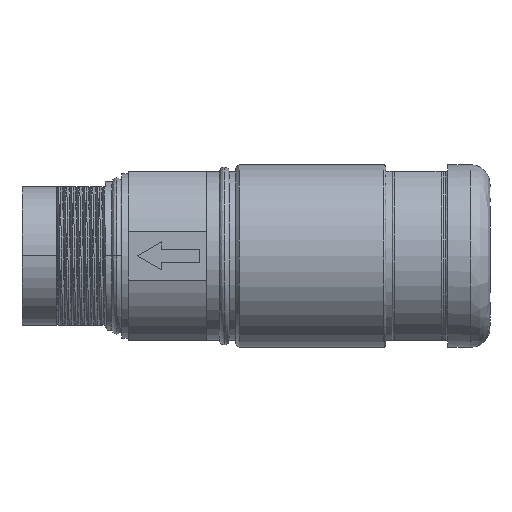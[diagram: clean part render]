
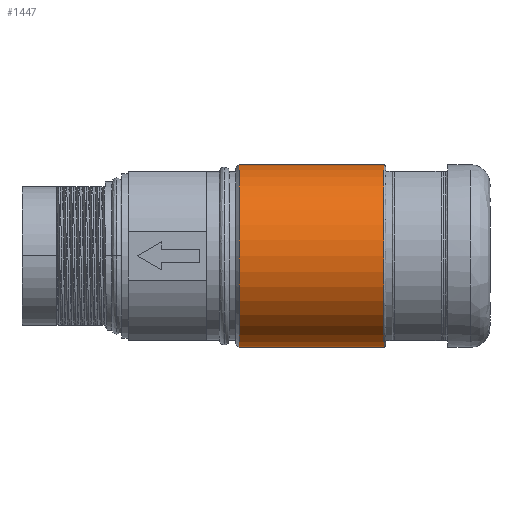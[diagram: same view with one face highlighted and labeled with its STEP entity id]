
A CAD part, top view. The second image highlights one B-rep face of the part: STEP entity #1447.
In plain terms, the highlighted cylindrical face has radius 14 mm (diameter 28 mm), a partial arc.
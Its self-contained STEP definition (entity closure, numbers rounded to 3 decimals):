
#399 = VERTEX_POINT ( 'NONE', #15890 ) ;
#501 = ORIENTED_EDGE ( 'NONE', *, *, #26247, .F. ) ;
#771 = CARTESIAN_POINT ( 'NONE',  ( 0.523, 2.012, 0. ) ) ;
#1447 = ADVANCED_FACE ( 'NONE', ( #10874 ), #11240, .T. ) ;
#2380 = AXIS2_PLACEMENT_3D ( 'NONE', #19354, #7023, #21314 ) ;
#2779 = DIRECTION ( 'NONE',  ( 0., 1., 0. ) ) ;
#4681 = ORIENTED_EDGE ( 'NONE', *, *, #26022, .T. ) ;
#5534 = DIRECTION ( 'NONE',  ( 1., 0., 0. ) ) ;
#5687 = CARTESIAN_POINT ( 'NONE',  ( 19.271, 2.012, 0. ) ) ;
#6018 = DIRECTION ( 'NONE',  ( 0., 1., 0. ) ) ;
#6932 = CARTESIAN_POINT ( 'NONE',  ( 19.271, -11.988, 0. ) ) ;
#7023 = DIRECTION ( 'NONE',  ( -1., 0., 0. ) ) ;
#10851 = CARTESIAN_POINT ( 'NONE',  ( 0.523, 16.012, 0. ) ) ;
#10874 = FACE_OUTER_BOUND ( 'NONE', #13231, .T. ) ;
#11116 = CARTESIAN_POINT ( 'NONE',  ( 19.271, 16.012, 0. ) ) ;
#11240 = CYLINDRICAL_SURFACE ( 'NONE', #21934, 14. ) ;
#11710 = VERTEX_POINT ( 'NONE', #23774 ) ;
#11736 = ORIENTED_EDGE ( 'NONE', *, *, #26093, .T. ) ;
#13231 = EDGE_LOOP ( 'NONE', ( #4681, #24129, #11736, #501 ) ) ;
#14717 = VERTEX_POINT ( 'NONE', #10851 ) ;
#15148 = DIRECTION ( 'NONE',  ( 1., 0., 0. ) ) ;
#15890 = CARTESIAN_POINT ( 'NONE',  ( 22.723, 16.012, 0. ) ) ;
#16881 = CARTESIAN_POINT ( 'NONE',  ( 22.723, -11.988, 0. ) ) ;
#19354 = CARTESIAN_POINT ( 'NONE',  ( 22.723, 2.012, 0. ) ) ;
#19574 = VERTEX_POINT ( 'NONE', #16881 ) ;
#21314 = DIRECTION ( 'NONE',  ( 0., 1., 0. ) ) ;
#21934 = AXIS2_PLACEMENT_3D ( 'NONE', #5687, #5534, #6018 ) ;
#22839 = CIRCLE ( 'NONE', #2380, 14. ) ;
#22957 = CIRCLE ( 'NONE', #24744, 14. ) ;
#23052 = VECTOR ( 'NONE', #23229, 1000. ) ;
#23124 = LINE ( 'NONE', #6932, #23052 ) ;
#23194 = DIRECTION ( 'NONE',  ( 1., 0., 0. ) ) ;
#23229 = DIRECTION ( 'NONE',  ( 1., 0., 0. ) ) ;
#23285 = LINE ( 'NONE', #11116, #23466 ) ;
#23466 = VECTOR ( 'NONE', #23194, 1000. ) ;
#23774 = CARTESIAN_POINT ( 'NONE',  ( 0.523, -11.988, 0. ) ) ;
#24129 = ORIENTED_EDGE ( 'NONE', *, *, #26054, .T. ) ;
#24744 = AXIS2_PLACEMENT_3D ( 'NONE', #771, #15148, #2779 ) ;
#26022 = EDGE_CURVE ( 'NONE', #14717, #11710, #22957, .T. ) ;
#26054 = EDGE_CURVE ( 'NONE', #11710, #19574, #23124, .T. ) ;
#26093 = EDGE_CURVE ( 'NONE', #19574, #399, #22839, .T. ) ;
#26247 = EDGE_CURVE ( 'NONE', #14717, #399, #23285, .T. ) ;
